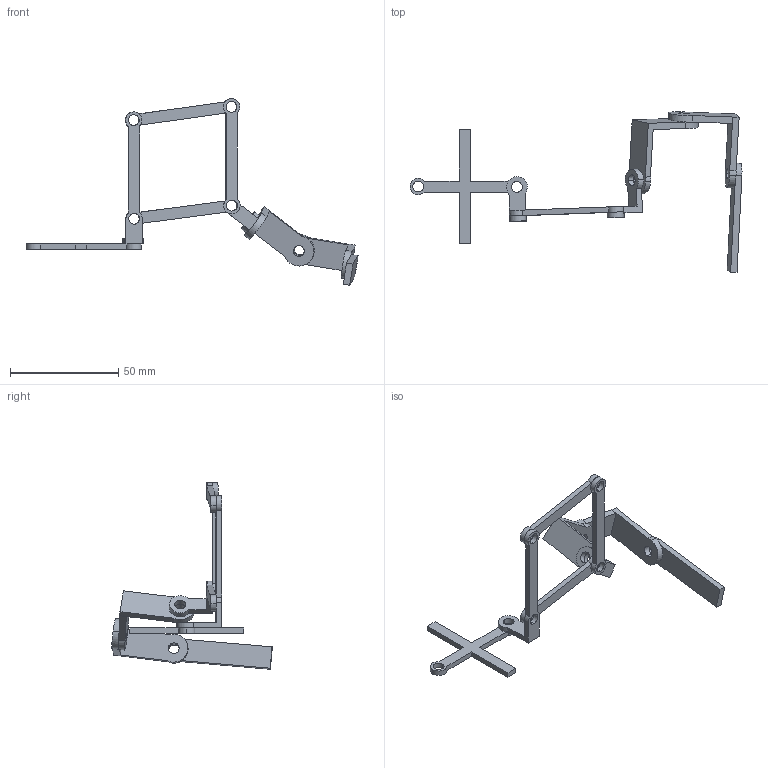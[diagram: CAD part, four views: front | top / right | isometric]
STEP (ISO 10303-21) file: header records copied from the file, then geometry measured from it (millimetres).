
FILE_DESCRIPTION (( 'STEP AP203' ), '1' );
FILE_NAME ('assembly_harmony.STEP', '2025-01-23T14:12:42', ( '' ), ( '' ), 'SwSTEP 2.0', 'SolidWorks 2023', '' );
FILE_SCHEMA (( 'CONFIG_CONTROL_DESIGN' ));
Length unit declared in the file: centimetre
Products named in the file (7): yrot; parallelogram_link - Copy (2); assembly_harmony; parallelogram_link; backtotop; parallelogram_link - Copy (3); plus
Assembly tree (8 placements, depth 2):
  assembly_harmony
    plus
    parallelogram_link - Copy (2)
    parallelogram_link  x2
    backtotop  x2
    yrot
    parallelogram_link - Copy (3)
Bounding box: 153.13 x 74.1 x 86.07 mm (x, y, z)
Volume: 10417.2 mm3; surface area: 11416.2 mm2
Topology: 8 solids, 8 shells, 122 faces, 316 edges, 210 vertices
Faces by surface type: cylinder 66, plane 56
Entity records: 3802 total; most frequent: DIRECTION 559, CARTESIAN_POINT 517, ORIENTED_EDGE 494, EDGE_CURVE 247, AXIS2_PLACEMENT_3D 206, VERTEX_POINT 164, LINE 147, VECTOR 147
